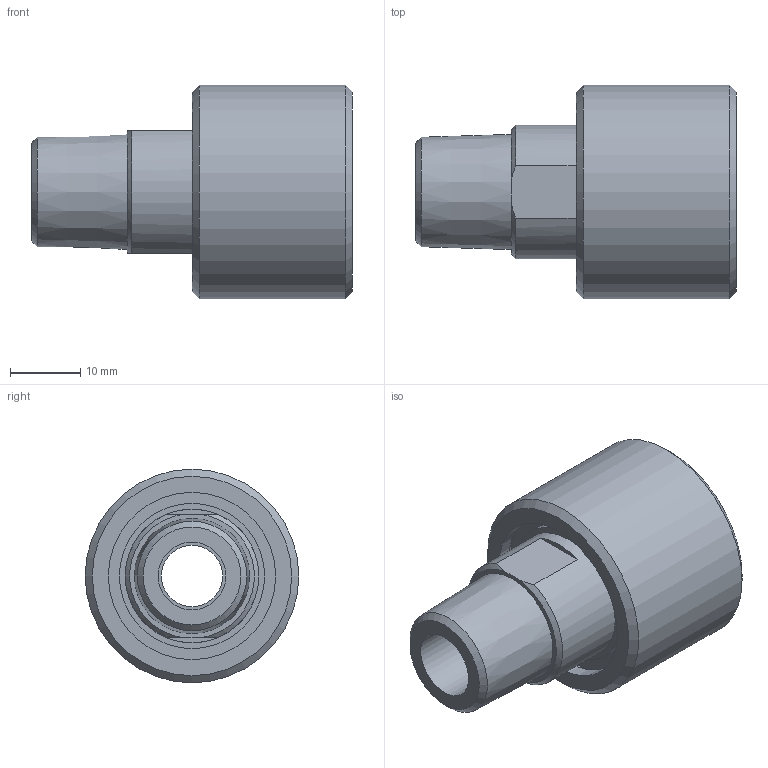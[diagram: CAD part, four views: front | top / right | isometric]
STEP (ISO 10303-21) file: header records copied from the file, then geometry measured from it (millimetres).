
FILE_DESCRIPTION((''),'2;1');
FILE_NAME('METH-061062.stp','2013-05-21T15:10:35',('scottg'),(''),'Autodesk Inventor 2012','Autodesk Inventor 2012','');
FILE_SCHEMA(('AUTOMOTIVE_DESIGN { 1 0 10303 214 1 1 1 1 }'));
Length unit declared in the file: inch
Products named in the file (1): METH-061062
Bounding box: 45.77 x 30.48 x 30.48 mm (x, y, z)
Volume: 16719.6 mm3; surface area: 7198.4 mm2
Topology: 1 solids, 1 shells, 34 faces, 63 edges, 40 vertices
Faces by surface type: plane 15, cylinder 9, cone 8, torus 2
Full cylindrical faces by diameter (mm): 8.738 x1, 9.652 x1, 17.78 x1, 19.05 x1, 20.726 x1, 23.876 x2, 25.4 x1, 30.48 x1
Entity records: 786 total; most frequent: DIRECTION 144, CARTESIAN_POINT 127, ORIENTED_EDGE 90, AXIS2_PLACEMENT_3D 68, EDGE_LOOP 62, EDGE_CURVE 45, VERTEX_POINT 39, FACE_OUTER_BOUND 34
